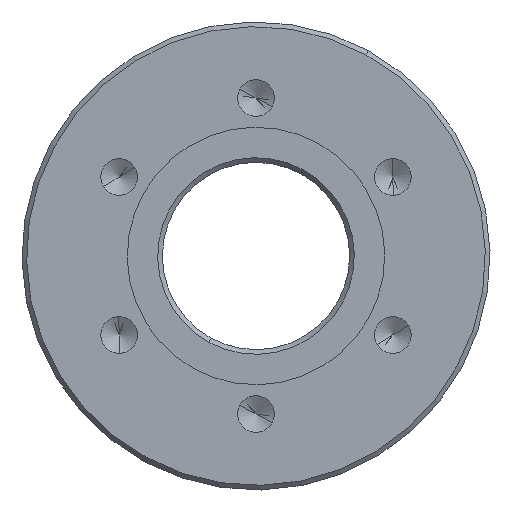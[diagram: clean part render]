
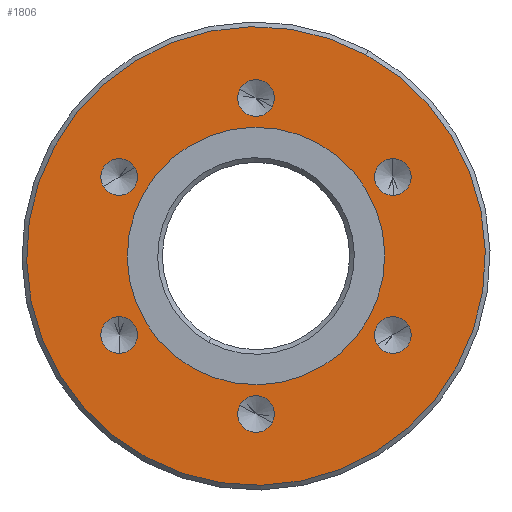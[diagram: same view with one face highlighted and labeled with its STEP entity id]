
A CAD part, front view. The second image highlights one B-rep face of the part: STEP entity #1806.
In plain terms, the highlighted planar face has unit normal (0, -1, 0).
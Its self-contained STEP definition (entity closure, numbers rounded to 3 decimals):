
#70=AXIS2_PLACEMENT_3D('Circle Axis2P3D',#68,#69,$) ;
#105=AXIS2_PLACEMENT_3D('Circle Axis2P3D',#103,#104,$) ;
#1082=AXIS2_PLACEMENT_3D('Circle Axis2P3D',#1080,#1081,$) ;
#1113=AXIS2_PLACEMENT_3D('Circle Axis2P3D',#1111,#1112,$) ;
#1179=AXIS2_PLACEMENT_3D('Circle Axis2P3D',#1177,#1178,$) ;
#1205=AXIS2_PLACEMENT_3D('Circle Axis2P3D',#1203,#1204,$) ;
#1265=AXIS2_PLACEMENT_3D('Circle Axis2P3D',#1263,#1264,$) ;
#1291=AXIS2_PLACEMENT_3D('Circle Axis2P3D',#1289,#1290,$) ;
#1351=AXIS2_PLACEMENT_3D('Circle Axis2P3D',#1349,#1350,$) ;
#1377=AXIS2_PLACEMENT_3D('Circle Axis2P3D',#1375,#1376,$) ;
#1437=AXIS2_PLACEMENT_3D('Circle Axis2P3D',#1435,#1436,$) ;
#1463=AXIS2_PLACEMENT_3D('Circle Axis2P3D',#1461,#1462,$) ;
#1523=AXIS2_PLACEMENT_3D('Circle Axis2P3D',#1521,#1522,$) ;
#1549=AXIS2_PLACEMENT_3D('Circle Axis2P3D',#1547,#1548,$) ;
#1758=AXIS2_PLACEMENT_3D('Plane Axis2P3D',#1755,#1756,#1757) ;
#1762=AXIS2_PLACEMENT_3D('Circle Axis2P3D',#1760,#1761,$) ;
#1771=AXIS2_PLACEMENT_3D('Circle Axis2P3D',#1769,#1770,$) ;
#68=CARTESIAN_POINT('Axis2P3D Location',(0.,-7.,0.)) ;
#72=CARTESIAN_POINT('Vertex',(2.637,-7.,4.827)) ;
#74=CARTESIAN_POINT('Vertex',(-2.637,-7.,-4.827)) ;
#103=CARTESIAN_POINT('Axis2P3D Location',(0.,-7.,0.)) ;
#1080=CARTESIAN_POINT('Axis2P3D Location',(0.,-7.,6.75)) ;
#1084=CARTESIAN_POINT('Vertex',(-0.688,-7.,7.126)) ;
#1086=CARTESIAN_POINT('Vertex',(0.688,-7.,6.374)) ;
#1111=CARTESIAN_POINT('Axis2P3D Location',(0.,-7.,6.75)) ;
#1177=CARTESIAN_POINT('Axis2P3D Location',(5.846,-7.,3.375)) ;
#1181=CARTESIAN_POINT('Vertex',(5.864,-7.,2.592)) ;
#1183=CARTESIAN_POINT('Vertex',(5.827,-7.,4.158)) ;
#1203=CARTESIAN_POINT('Axis2P3D Location',(5.846,-7.,3.375)) ;
#1263=CARTESIAN_POINT('Axis2P3D Location',(5.846,-7.,-3.375)) ;
#1267=CARTESIAN_POINT('Vertex',(5.177,-7.,-3.783)) ;
#1269=CARTESIAN_POINT('Vertex',(6.515,-7.,-2.967)) ;
#1289=CARTESIAN_POINT('Axis2P3D Location',(5.846,-7.,-3.375)) ;
#1349=CARTESIAN_POINT('Axis2P3D Location',(0.,-7.,-6.75)) ;
#1353=CARTESIAN_POINT('Vertex',(-0.688,-7.,-6.374)) ;
#1355=CARTESIAN_POINT('Vertex',(0.688,-7.,-7.126)) ;
#1375=CARTESIAN_POINT('Axis2P3D Location',(0.,-7.,-6.75)) ;
#1435=CARTESIAN_POINT('Axis2P3D Location',(-5.846,-7.,-3.375)) ;
#1439=CARTESIAN_POINT('Vertex',(-5.864,-7.,-2.592)) ;
#1441=CARTESIAN_POINT('Vertex',(-5.827,-7.,-4.158)) ;
#1461=CARTESIAN_POINT('Axis2P3D Location',(-5.846,-7.,-3.375)) ;
#1521=CARTESIAN_POINT('Axis2P3D Location',(-5.846,-7.,3.375)) ;
#1525=CARTESIAN_POINT('Vertex',(-5.177,-7.,3.783)) ;
#1527=CARTESIAN_POINT('Vertex',(-6.515,-7.,2.967)) ;
#1547=CARTESIAN_POINT('Axis2P3D Location',(-5.846,-7.,3.375)) ;
#1755=CARTESIAN_POINT('Axis2P3D Location',(0.,-7.,5.5)) ;
#1760=CARTESIAN_POINT('Axis2P3D Location',(0.,-7.,0.)) ;
#1764=CARTESIAN_POINT('Vertex',(4.698,-7.,8.6)) ;
#1766=CARTESIAN_POINT('Vertex',(-4.698,-7.,-8.6)) ;
#1769=CARTESIAN_POINT('Axis2P3D Location',(0.,-7.,0.)) ;
#69=DIRECTION('Axis2P3D Direction',(0.,1.,0.)) ;
#104=DIRECTION('Axis2P3D Direction',(0.,1.,0.)) ;
#1081=DIRECTION('Axis2P3D Direction',(-0.,1.,0.)) ;
#1112=DIRECTION('Axis2P3D Direction',(-0.,1.,0.)) ;
#1178=DIRECTION('Axis2P3D Direction',(0.,1.,0.)) ;
#1204=DIRECTION('Axis2P3D Direction',(0.,1.,0.)) ;
#1264=DIRECTION('Axis2P3D Direction',(0.,1.,0.)) ;
#1290=DIRECTION('Axis2P3D Direction',(0.,1.,0.)) ;
#1350=DIRECTION('Axis2P3D Direction',(0.,1.,0.)) ;
#1376=DIRECTION('Axis2P3D Direction',(0.,1.,0.)) ;
#1436=DIRECTION('Axis2P3D Direction',(0.,1.,-0.)) ;
#1462=DIRECTION('Axis2P3D Direction',(0.,1.,-0.)) ;
#1522=DIRECTION('Axis2P3D Direction',(-0.,1.,0.)) ;
#1548=DIRECTION('Axis2P3D Direction',(-0.,1.,0.)) ;
#1756=DIRECTION('Axis2P3D Direction',(0.,1.,0.)) ;
#1757=DIRECTION('Axis2P3D XDirection',(1.,-0.,0.)) ;
#1761=DIRECTION('Axis2P3D Direction',(0.,1.,0.)) ;
#1770=DIRECTION('Axis2P3D Direction',(0.,1.,0.)) ;
#1775=ORIENTED_EDGE('',*,*,#1768,.F.) ;
#1776=ORIENTED_EDGE('',*,*,#1773,.F.) ;
#1779=ORIENTED_EDGE('',*,*,#1207,.T.) ;
#1780=ORIENTED_EDGE('',*,*,#1185,.T.) ;
#1783=ORIENTED_EDGE('',*,*,#1088,.T.) ;
#1784=ORIENTED_EDGE('',*,*,#1115,.T.) ;
#1787=ORIENTED_EDGE('',*,*,#107,.T.) ;
#1788=ORIENTED_EDGE('',*,*,#76,.T.) ;
#1791=ORIENTED_EDGE('',*,*,#1293,.T.) ;
#1792=ORIENTED_EDGE('',*,*,#1271,.T.) ;
#1795=ORIENTED_EDGE('',*,*,#1379,.T.) ;
#1796=ORIENTED_EDGE('',*,*,#1357,.T.) ;
#1799=ORIENTED_EDGE('',*,*,#1465,.T.) ;
#1800=ORIENTED_EDGE('',*,*,#1443,.T.) ;
#1803=ORIENTED_EDGE('',*,*,#1551,.T.) ;
#1804=ORIENTED_EDGE('',*,*,#1529,.T.) ;
#1781=FACE_BOUND('',#1778,.T.) ;
#1785=FACE_BOUND('',#1782,.T.) ;
#1789=FACE_BOUND('',#1786,.T.) ;
#1793=FACE_BOUND('',#1790,.T.) ;
#1797=FACE_BOUND('',#1794,.T.) ;
#1801=FACE_BOUND('',#1798,.T.) ;
#1805=FACE_BOUND('',#1802,.T.) ;
#1806=ADVANCED_FACE('Corps principal',(#1777,#1781,#1785,#1789,#1793,#1797,#1801,#1805),#1759,.F.) ;
#71=CIRCLE('generated circle',#70,5.5) ;
#106=CIRCLE('generated circle',#105,5.5) ;
#1083=CIRCLE('generated circle',#1082,0.784) ;
#1114=CIRCLE('generated circle',#1113,0.784) ;
#1180=CIRCLE('generated circle',#1179,0.784) ;
#1206=CIRCLE('generated circle',#1205,0.784) ;
#1266=CIRCLE('generated circle',#1265,0.784) ;
#1292=CIRCLE('generated circle',#1291,0.784) ;
#1352=CIRCLE('generated circle',#1351,0.784) ;
#1378=CIRCLE('generated circle',#1377,0.784) ;
#1438=CIRCLE('generated circle',#1437,0.784) ;
#1464=CIRCLE('generated circle',#1463,0.784) ;
#1524=CIRCLE('generated circle',#1523,0.784) ;
#1550=CIRCLE('generated circle',#1549,0.784) ;
#1763=CIRCLE('generated circle',#1762,9.8) ;
#1772=CIRCLE('generated circle',#1771,9.8) ;
#76=EDGE_CURVE('',#73,#75,#71,.T.) ;
#107=EDGE_CURVE('',#75,#73,#106,.T.) ;
#1088=EDGE_CURVE('',#1085,#1087,#1083,.T.) ;
#1115=EDGE_CURVE('',#1087,#1085,#1114,.T.) ;
#1185=EDGE_CURVE('',#1182,#1184,#1180,.T.) ;
#1207=EDGE_CURVE('',#1184,#1182,#1206,.T.) ;
#1271=EDGE_CURVE('',#1268,#1270,#1266,.T.) ;
#1293=EDGE_CURVE('',#1270,#1268,#1292,.T.) ;
#1357=EDGE_CURVE('',#1354,#1356,#1352,.T.) ;
#1379=EDGE_CURVE('',#1356,#1354,#1378,.T.) ;
#1443=EDGE_CURVE('',#1440,#1442,#1438,.T.) ;
#1465=EDGE_CURVE('',#1442,#1440,#1464,.T.) ;
#1529=EDGE_CURVE('',#1526,#1528,#1524,.T.) ;
#1551=EDGE_CURVE('',#1528,#1526,#1550,.T.) ;
#1768=EDGE_CURVE('',#1765,#1767,#1763,.T.) ;
#1773=EDGE_CURVE('',#1767,#1765,#1772,.T.) ;
#1774=EDGE_LOOP('',(#1775,#1776)) ;
#1778=EDGE_LOOP('',(#1779,#1780)) ;
#1782=EDGE_LOOP('',(#1783,#1784)) ;
#1786=EDGE_LOOP('',(#1787,#1788)) ;
#1790=EDGE_LOOP('',(#1791,#1792)) ;
#1794=EDGE_LOOP('',(#1795,#1796)) ;
#1798=EDGE_LOOP('',(#1799,#1800)) ;
#1802=EDGE_LOOP('',(#1803,#1804)) ;
#1777=FACE_OUTER_BOUND('',#1774,.T.) ;
#1759=PLANE('',#1758) ;
#73=VERTEX_POINT('',#72) ;
#75=VERTEX_POINT('',#74) ;
#1085=VERTEX_POINT('',#1084) ;
#1087=VERTEX_POINT('',#1086) ;
#1182=VERTEX_POINT('',#1181) ;
#1184=VERTEX_POINT('',#1183) ;
#1268=VERTEX_POINT('',#1267) ;
#1270=VERTEX_POINT('',#1269) ;
#1354=VERTEX_POINT('',#1353) ;
#1356=VERTEX_POINT('',#1355) ;
#1440=VERTEX_POINT('',#1439) ;
#1442=VERTEX_POINT('',#1441) ;
#1526=VERTEX_POINT('',#1525) ;
#1528=VERTEX_POINT('',#1527) ;
#1765=VERTEX_POINT('',#1764) ;
#1767=VERTEX_POINT('',#1766) ;
